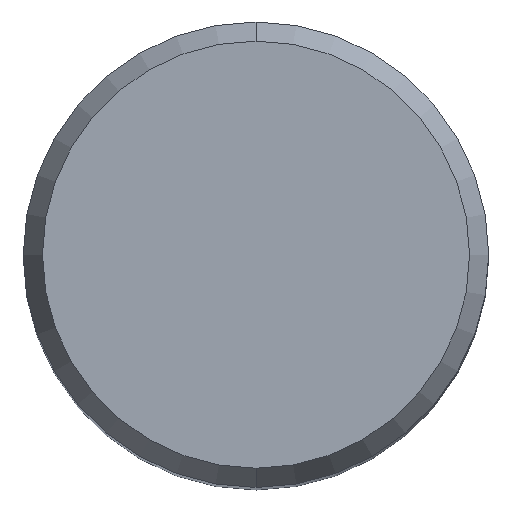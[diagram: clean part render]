
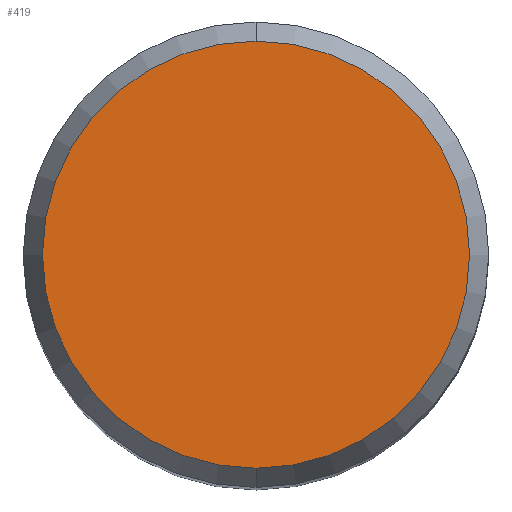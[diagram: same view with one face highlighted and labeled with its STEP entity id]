
A CAD part, top view. The second image highlights one B-rep face of the part: STEP entity #419.
In plain terms, the highlighted planar face has unit normal (0, 0, 1).
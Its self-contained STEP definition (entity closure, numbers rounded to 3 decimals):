
#307=EDGE_CURVE('',#401,#379,#616,.T.);
#331=EDGE_CURVE('',#379,#401,#642,.T.);
#379=VERTEX_POINT('',#693);
#401=VERTEX_POINT('',#715);
#419=ADVANCED_FACE('',(#734),#735,.T.);
#616=CIRCLE('',#1081,6.423);
#642=CIRCLE('',#1119,6.423);
#693=CARTESIAN_POINT('',(0.0,6.423,0.0));
#715=CARTESIAN_POINT('',(0.,-6.423,0.0));
#734=FACE_OUTER_BOUND('',#1384,.T.);
#735=PLANE('',#1385);
#1081=AXIS2_PLACEMENT_3D('',#1635,#1636,#1637);
#1119=AXIS2_PLACEMENT_3D('',#1659,#1660,#1661);
#1384=EDGE_LOOP('',(#1727,#1728));
#1385=AXIS2_PLACEMENT_3D('',#1729,#1730,#1731);
#1635=CARTESIAN_POINT('',(0.0,0.0,0.0));
#1636=DIRECTION('',(0.0,0.0,-1.0));
#1637=DIRECTION('',(0.0,1.0,0.0));
#1659=CARTESIAN_POINT('',(0.0,0.0,0.0));
#1660=DIRECTION('',(0.0,0.0,-1.0));
#1661=DIRECTION('',(0.0,1.0,0.0));
#1727=ORIENTED_EDGE('',*,*,#331,.F.);
#1728=ORIENTED_EDGE('',*,*,#307,.F.);
#1729=CARTESIAN_POINT('',(0.0,3.211,0.0));
#1730=DIRECTION('',(-0.0,0.0,1.0));
#1731=DIRECTION('',(0.0,-1.0,0.0));
